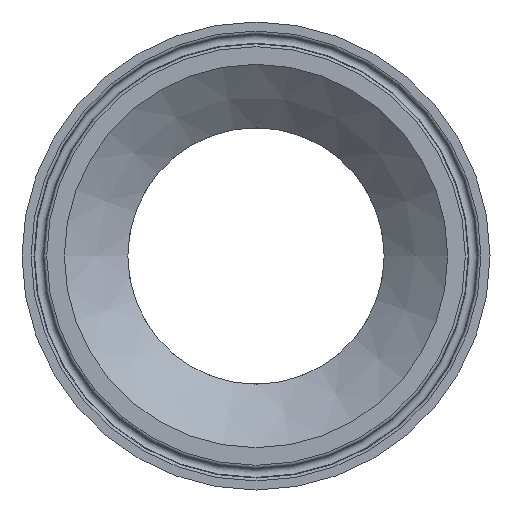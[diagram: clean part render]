
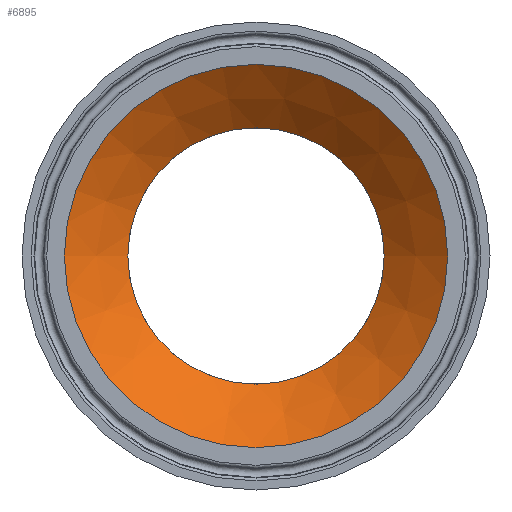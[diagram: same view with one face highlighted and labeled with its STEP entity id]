
A CAD part, left-side view. The second image highlights one B-rep face of the part: STEP entity #6895.
In plain terms, the highlighted conical face has half-angle 50.906 degrees and reference radius 40.63 mm.
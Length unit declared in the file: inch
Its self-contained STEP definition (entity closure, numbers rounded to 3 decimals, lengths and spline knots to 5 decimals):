
#24=CONICAL_SURFACE('',#7318,1.59959,50.906);
#119=FACE_BOUND('',#1272,.T.);
#836=FACE_OUTER_BOUND('',#1271,.T.);
#1271=EDGE_LOOP('',(#6446));
#1272=EDGE_LOOP('',(#6447));
#1440=CIRCLE('',#7313,1.917);
#1442=CIRCLE('',#7317,1.28218);
#3396=VERTEX_POINT('',#14877);
#3398=VERTEX_POINT('',#14883);
#4413=EDGE_CURVE('',#3396,#3396,#1440,.T.);
#4415=EDGE_CURVE('',#3398,#3398,#1442,.T.);
#6446=ORIENTED_EDGE('',*,*,#4413,.F.);
#6447=ORIENTED_EDGE('',*,*,#4415,.T.);
#6895=ADVANCED_FACE('',(#836,#119),#24,.F.);
#7313=AXIS2_PLACEMENT_3D('',#14878,#8611,#8612);
#7317=AXIS2_PLACEMENT_3D('',#14884,#8619,#8620);
#7318=AXIS2_PLACEMENT_3D('',#14885,#8621,#8622);
#8611=DIRECTION('center_axis',(1.,0.,0.));
#8612=DIRECTION('ref_axis',(0.,1.,0.));
#8619=DIRECTION('center_axis',(1.,0.,0.));
#8620=DIRECTION('ref_axis',(0.,1.,0.));
#8621=DIRECTION('center_axis',(-1.,0.,0.));
#8622=DIRECTION('ref_axis',(0.,1.,0.));
#14877=CARTESIAN_POINT('',(0.,1.917,0.));
#14878=CARTESIAN_POINT('Origin',(0.,0.,
0.));
#14883=CARTESIAN_POINT('',(0.5158,1.28218,0.));
#14884=CARTESIAN_POINT('Origin',(0.5158,0.,
0.));
#14885=CARTESIAN_POINT('Origin',(0.2579,0.,
0.));
